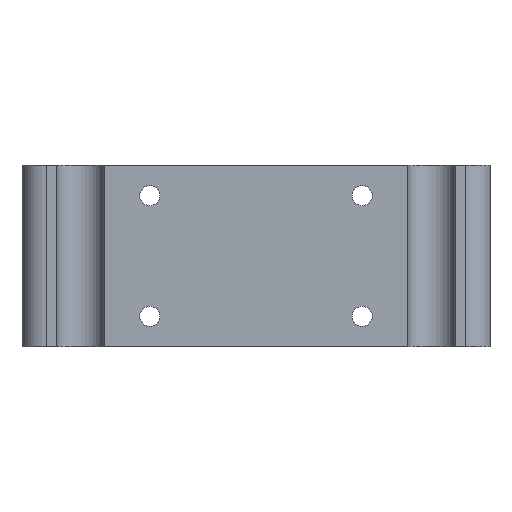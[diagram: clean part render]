
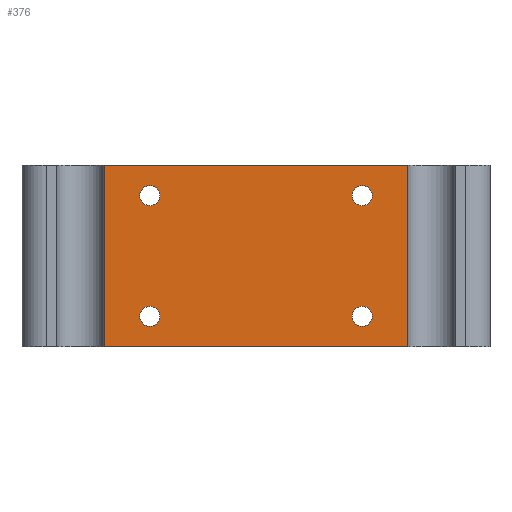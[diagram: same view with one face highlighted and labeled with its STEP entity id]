
A CAD part, front view. The second image highlights one B-rep face of the part: STEP entity #376.
In plain terms, the highlighted planar face has unit normal (0, -1, 0).
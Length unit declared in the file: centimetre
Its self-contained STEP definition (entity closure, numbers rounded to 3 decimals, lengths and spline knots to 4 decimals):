
#46=CIRCLE('',#401,0.165);
#47=CIRCLE('',#402,0.165);
#48=CIRCLE('',#403,0.165);
#49=CIRCLE('',#404,0.165);
#70=VERTEX_POINT('',#552);
#71=VERTEX_POINT('',#553);
#72=VERTEX_POINT('',#555);
#73=VERTEX_POINT('',#557);
#74=VERTEX_POINT('',#560);
#75=VERTEX_POINT('',#562);
#76=VERTEX_POINT('',#564);
#77=VERTEX_POINT('',#566);
#106=VECTOR('',#447,1.);
#107=VECTOR('',#448,1.);
#108=VECTOR('',#449,1.);
#109=VECTOR('',#450,1.);
#128=LINE('',#551,#106);
#129=LINE('',#554,#107);
#130=LINE('',#556,#108);
#131=LINE('',#558,#109);
#150=EDGE_CURVE('',#70,#71,#128,.T.);
#151=EDGE_CURVE('',#72,#70,#129,.T.);
#152=EDGE_CURVE('',#73,#72,#130,.T.);
#153=EDGE_CURVE('',#71,#73,#131,.T.);
#154=EDGE_CURVE('',#74,#74,#46,.T.);
#155=EDGE_CURVE('',#75,#75,#47,.T.);
#156=EDGE_CURVE('',#76,#76,#48,.T.);
#157=EDGE_CURVE('',#77,#77,#49,.T.);
#196=ORIENTED_EDGE('',*,*,#150,.F.);
#197=ORIENTED_EDGE('',*,*,#151,.F.);
#198=ORIENTED_EDGE('',*,*,#152,.F.);
#199=ORIENTED_EDGE('',*,*,#153,.F.);
#200=ORIENTED_EDGE('',*,*,#154,.F.);
#201=ORIENTED_EDGE('',*,*,#155,.F.);
#202=ORIENTED_EDGE('',*,*,#156,.F.);
#203=ORIENTED_EDGE('',*,*,#157,.F.);
#288=EDGE_LOOP('',(#196,#197,#198,#199));
#289=EDGE_LOOP('',(#200));
#290=EDGE_LOOP('',(#201));
#291=EDGE_LOOP('',(#202));
#292=EDGE_LOOP('',(#203));
#332=FACE_BOUND('',#288,.T.);
#333=FACE_BOUND('',#289,.T.);
#334=FACE_BOUND('',#290,.T.);
#335=FACE_BOUND('',#291,.T.);
#336=FACE_BOUND('',#292,.T.);
#376=ADVANCED_FACE('',(#332,#333,#334,#335,#336),#654,.F.);
#400=AXIS2_PLACEMENT_3D('',#550,#446,$);
#401=AXIS2_PLACEMENT_3D('',#559,#451,#452);
#402=AXIS2_PLACEMENT_3D('',#561,#453,#454);
#403=AXIS2_PLACEMENT_3D('',#563,#455,#456);
#404=AXIS2_PLACEMENT_3D('',#565,#457,#458);
#446=DIRECTION('',(0.,1.,0.));
#447=DIRECTION('',(1.,0.,0.));
#448=DIRECTION('',(0.,0.,1.));
#449=DIRECTION('',(-1.,0.,0.));
#450=DIRECTION('',(0.,0.,-1.));
#451=DIRECTION('',(0.,-1.,0.));
#452=DIRECTION('',(0.165,0.,0.));
#453=DIRECTION('',(0.,-1.,0.));
#454=DIRECTION('',(0.165,0.,0.));
#455=DIRECTION('',(0.,-1.,0.));
#456=DIRECTION('',(0.165,0.,0.));
#457=DIRECTION('',(0.,-1.,0.));
#458=DIRECTION('',(0.165,0.,0.));
#550=CARTESIAN_POINT('',(3.705,0.,-12.6779));
#551=CARTESIAN_POINT('',(1.8525,0.,1.5));
#552=CARTESIAN_POINT('',(1.195,0.,1.5));
#553=CARTESIAN_POINT('',(6.215,0.,1.5));
#554=CARTESIAN_POINT('',(1.195,0.,-1.5));
#555=CARTESIAN_POINT('',(1.195,0.,-1.5));
#556=CARTESIAN_POINT('',(1.8525,0.,-1.5));
#557=CARTESIAN_POINT('',(6.215,0.,-1.5));
#558=CARTESIAN_POINT('',(6.215,0.,-1.5));
#559=CARTESIAN_POINT('',(1.945,0.,-1.));
#560=CARTESIAN_POINT('',(1.78,0.,-1.));
#561=CARTESIAN_POINT('',(1.945,0.,1.));
#562=CARTESIAN_POINT('',(1.78,0.,1.));
#563=CARTESIAN_POINT('',(5.465,0.,1.));
#564=CARTESIAN_POINT('',(5.3,0.,1.));
#565=CARTESIAN_POINT('',(5.465,0.,-1.));
#566=CARTESIAN_POINT('',(5.3,0.,-1.));
#654=PLANE('',#400);
